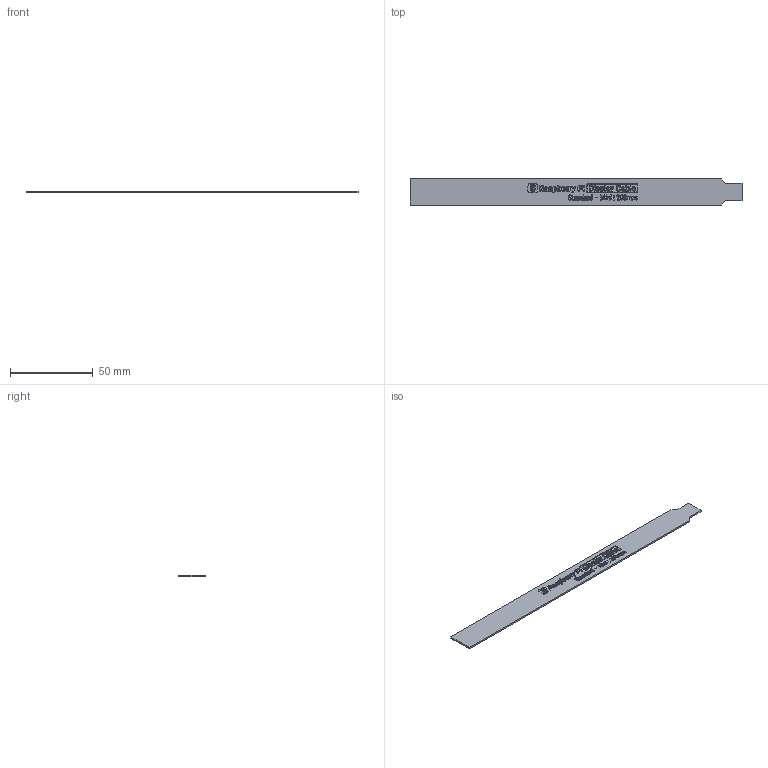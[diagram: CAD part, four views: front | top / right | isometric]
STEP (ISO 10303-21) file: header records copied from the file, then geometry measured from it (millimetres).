
FILE_DESCRIPTION(/* description */ (''),/* implementation_level */ '2;1');
FILE_NAME(/* name */ 'DSI-200.step',/* time_stamp */ '2024-10-05T16:55:47+02:00',/* author */ (''),/* organization */ (''),/* preprocessor_version */ 'ST-DEVELOPER v20',/* originating_system */ 'Autodesk Translation Framework v13.20.0.188',/* authorisation */ '');
FILE_SCHEMA (('AUTOMOTIVE_DESIGN { 1 0 10303 214 3 1 1 }'));
Length unit declared in the file: millimetre
Products named in the file (1): DSI-200
Bounding box: 200 x 15.67 x 1.1 mm (x, y, z)
Volume: 3094.5 mm3; surface area: 6650.7 mm2
Topology: 1 solids, 1 shells, 927 faces, 2529 edges, 1686 vertices
Faces by surface type: bspline 792, plane 135
Entity records: 31072 total; most frequent: CARTESIAN_POINT 15439, ORIENTED_EDGE 5058, EDGE_CURVE 2529, VERTEX_POINT 1686, DIRECTION 1217, EDGE_LOOP 1009, LINE 945, VECTOR 945
